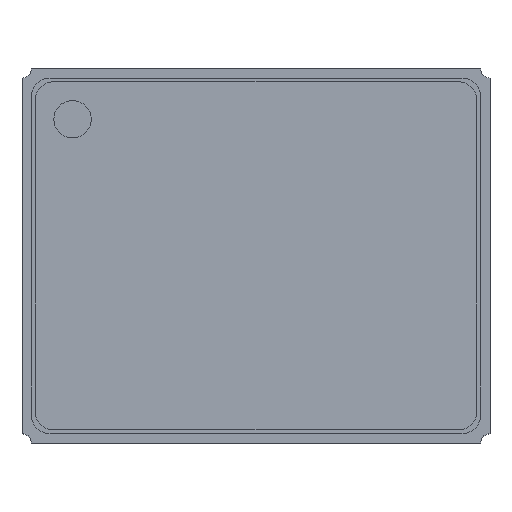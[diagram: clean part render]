
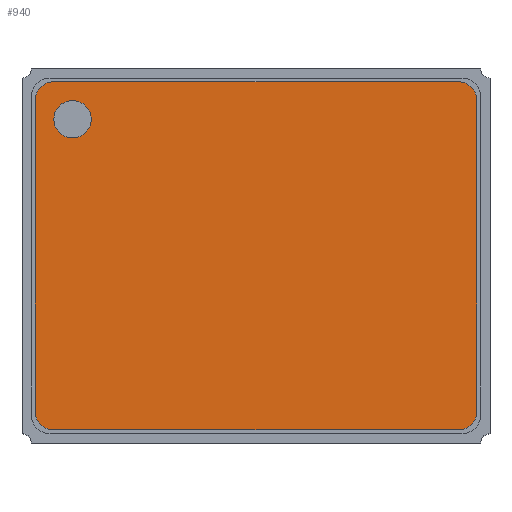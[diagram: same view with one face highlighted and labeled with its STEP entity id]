
A CAD part, top view. The second image highlights one B-rep face of the part: STEP entity #940.
In plain terms, the highlighted planar face has unit normal (0, 0, 1).
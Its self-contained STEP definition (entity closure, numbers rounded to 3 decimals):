
#35 = CARTESIAN_POINT ( 'NONE',  ( -0.17, 1.83, 0.55 ) ) ;
#44 = DIRECTION ( 'NONE',  ( 0., 1., 0. ) ) ;
#53 = ORIENTED_EDGE ( 'NONE', *, *, #1186, .T. ) ;
#54 = DIRECTION ( 'NONE',  ( 0., 0., 1. ) ) ;
#77 = VERTEX_POINT ( 'NONE', #1161 ) ;
#83 = DIRECTION ( 'NONE',  ( 0., 0., -1. ) ) ;
#98 = CARTESIAN_POINT ( 'NONE',  ( -2.23, 1.73, 0.55 ) ) ;
#99 = CIRCLE ( 'NONE', #1221, 0.1 ) ;
#100 = CIRCLE ( 'NONE', #738, 0.1 ) ;
#114 = FACE_BOUND ( 'NONE', #162, .T. ) ;
#138 = DIRECTION ( 'NONE',  ( -1., 0., 0. ) ) ;
#147 = AXIS2_PLACEMENT_3D ( 'NONE', #148, #844, #253 ) ;
#148 = CARTESIAN_POINT ( 'NONE',  ( -0.17, 0.17, 0.55 ) ) ;
#161 = CIRCLE ( 'NONE', #332, 0.1 ) ;
#162 = EDGE_LOOP ( 'NONE', ( #884, #865 ) ) ;
#167 = EDGE_CURVE ( 'NONE', #1109, #1286, #100, .T. ) ;
#183 = CIRCLE ( 'NONE', #349, 0.1 ) ;
#206 = CIRCLE ( 'NONE', #147, 0.1 ) ;
#211 = DIRECTION ( 'NONE',  ( 1., 0., 0. ) ) ;
#221 = ORIENTED_EDGE ( 'NONE', *, *, #1112, .T. ) ;
#233 = VERTEX_POINT ( 'NONE', #1233 ) ;
#238 = CARTESIAN_POINT ( 'NONE',  ( -2.33, 0.07, 0.55 ) ) ;
#249 = ORIENTED_EDGE ( 'NONE', *, *, #1295, .T. ) ;
#253 = DIRECTION ( 'NONE',  ( -1., 0., 0. ) ) ;
#272 = CARTESIAN_POINT ( 'NONE',  ( -2.43, 1.83, 0.55 ) ) ;
#286 = CARTESIAN_POINT ( 'NONE',  ( -2.33, 1.93, 0.55 ) ) ;
#317 = ORIENTED_EDGE ( 'NONE', *, *, #1228, .T. ) ;
#319 = CARTESIAN_POINT ( 'NONE',  ( -2.23, 1.73, 0.55 ) ) ;
#332 = AXIS2_PLACEMENT_3D ( 'NONE', #35, #732, #138 ) ;
#349 = AXIS2_PLACEMENT_3D ( 'NONE', #319, #1033, #427 ) ;
#382 = CARTESIAN_POINT ( 'NONE',  ( -0.17, 0.07, 0.55 ) ) ;
#405 = VERTEX_POINT ( 'NONE', #862 ) ;
#408 = AXIS2_PLACEMENT_3D ( 'NONE', #680, #83, #783 ) ;
#427 = DIRECTION ( 'NONE',  ( 1., 0., 0. ) ) ;
#438 = CARTESIAN_POINT ( 'NONE',  ( -2.33, 0.17, 0.55 ) ) ;
#443 = VECTOR ( 'NONE', #44, 1000. ) ;
#459 = CIRCLE ( 'NONE', #628, 0.1 ) ;
#461 = CARTESIAN_POINT ( 'NONE',  ( -2.33, 1.93, 0.55 ) ) ;
#468 = DIRECTION ( 'NONE',  ( 0., -1., 0. ) ) ;
#479 = ORIENTED_EDGE ( 'NONE', *, *, #1071, .T. ) ;
#505 = VERTEX_POINT ( 'NONE', #286 ) ;
#526 = DIRECTION ( 'NONE',  ( -1., 0., 0. ) ) ;
#537 = CARTESIAN_POINT ( 'NONE',  ( -2.13, 1.73, 0.55 ) ) ;
#549 = DIRECTION ( 'NONE',  ( -1., 0., 0. ) ) ;
#580 = VERTEX_POINT ( 'NONE', #879 ) ;
#584 = ORIENTED_EDGE ( 'NONE', *, *, #1134, .T. ) ;
#594 = VERTEX_POINT ( 'NONE', #382 ) ;
#597 = LINE ( 'NONE', #272, #888 ) ;
#607 = FACE_OUTER_BOUND ( 'NONE', #943, .T. ) ;
#628 = AXIS2_PLACEMENT_3D ( 'NONE', #438, #1143, #526 ) ;
#631 = VECTOR ( 'NONE', #549, 1000. ) ;
#649 = VECTOR ( 'NONE', #1046, 1000. ) ;
#655 = CARTESIAN_POINT ( 'NONE',  ( -2.33, 1.83, 0.55 ) ) ;
#672 = LINE ( 'NONE', #461, #631 ) ;
#680 = CARTESIAN_POINT ( 'NONE',  ( -0.17, 1.83, 0.55 ) ) ;
#732 = DIRECTION ( 'NONE',  ( 0., 0., 1. ) ) ;
#735 = ORIENTED_EDGE ( 'NONE', *, *, #1278, .T. ) ;
#738 = AXIS2_PLACEMENT_3D ( 'NONE', #98, #801, #211 ) ;
#748 = CARTESIAN_POINT ( 'NONE',  ( -2.33, 1.73, 0.55 ) ) ;
#753 = DIRECTION ( 'NONE',  ( -1., 0., 0. ) ) ;
#779 = VERTEX_POINT ( 'NONE', #989 ) ;
#783 = DIRECTION ( 'NONE',  ( -1., 0., 0. ) ) ;
#801 = DIRECTION ( 'NONE',  ( 0., 0., 1. ) ) ;
#844 = DIRECTION ( 'NONE',  ( 0., 0., 1. ) ) ;
#862 = CARTESIAN_POINT ( 'NONE',  ( -0.07, 0.17, 0.55 ) ) ;
#865 = ORIENTED_EDGE ( 'NONE', *, *, #167, .F. ) ;
#879 = CARTESIAN_POINT ( 'NONE',  ( -2.43, 0.17, 0.55 ) ) ;
#884 = ORIENTED_EDGE ( 'NONE', *, *, #1313, .F. ) ;
#888 = VECTOR ( 'NONE', #468, 1000. ) ;
#940 = ADVANCED_FACE ( 'NONE', ( #114, #607 ), #1199, .F. ) ;
#943 = EDGE_LOOP ( 'NONE', ( #1284, #479, #221, #584, #53, #317, #735, #249 ) ) ;
#954 = CARTESIAN_POINT ( 'NONE',  ( -0.07, 1.83, 0.55 ) ) ;
#989 = CARTESIAN_POINT ( 'NONE',  ( -2.33, 0.07, 0.55 ) ) ;
#1005 = LINE ( 'NONE', #238, #649 ) ;
#1009 = EDGE_CURVE ( 'NONE', #1140, #233, #161, .T. ) ;
#1033 = DIRECTION ( 'NONE',  ( 0., 0., 1. ) ) ;
#1046 = DIRECTION ( 'NONE',  ( 1., 0., 0. ) ) ;
#1071 = EDGE_CURVE ( 'NONE', #233, #505, #672, .T. ) ;
#1109 = VERTEX_POINT ( 'NONE', #748 ) ;
#1112 = EDGE_CURVE ( 'NONE', #505, #77, #99, .T. ) ;
#1134 = EDGE_CURVE ( 'NONE', #77, #580, #597, .T. ) ;
#1140 = VERTEX_POINT ( 'NONE', #1244 ) ;
#1143 = DIRECTION ( 'NONE',  ( 0., 0., 1. ) ) ;
#1161 = CARTESIAN_POINT ( 'NONE',  ( -2.43, 1.83, 0.55 ) ) ;
#1186 = EDGE_CURVE ( 'NONE', #580, #779, #459, .T. ) ;
#1199 = PLANE ( 'NONE',  #408 ) ;
#1221 = AXIS2_PLACEMENT_3D ( 'NONE', #655, #54, #753 ) ;
#1228 = EDGE_CURVE ( 'NONE', #779, #594, #1005, .T. ) ;
#1233 = CARTESIAN_POINT ( 'NONE',  ( -0.17, 1.93, 0.55 ) ) ;
#1244 = CARTESIAN_POINT ( 'NONE',  ( -0.07, 1.83, 0.55 ) ) ;
#1254 = LINE ( 'NONE', #954, #443 ) ;
#1278 = EDGE_CURVE ( 'NONE', #594, #405, #206, .T. ) ;
#1284 = ORIENTED_EDGE ( 'NONE', *, *, #1009, .T. ) ;
#1286 = VERTEX_POINT ( 'NONE', #537 ) ;
#1295 = EDGE_CURVE ( 'NONE', #405, #1140, #1254, .T. ) ;
#1313 = EDGE_CURVE ( 'NONE', #1286, #1109, #183, .T. ) ;
